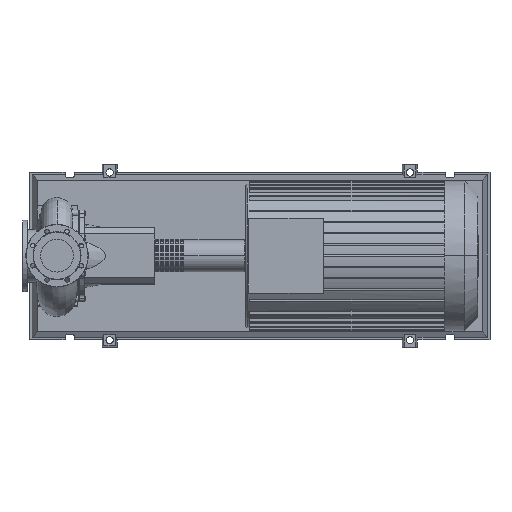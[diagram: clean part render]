
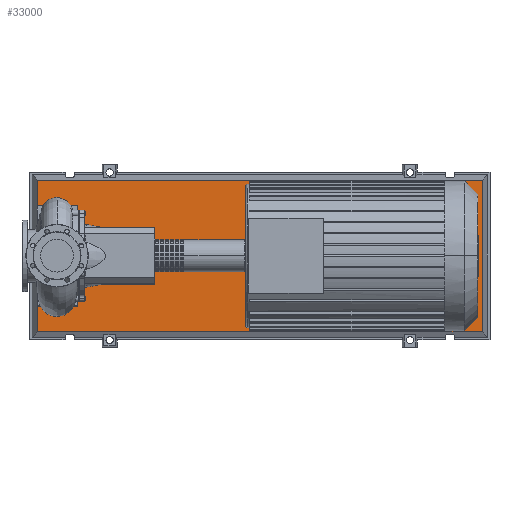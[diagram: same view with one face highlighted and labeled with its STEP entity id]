
A CAD part, top view. The second image highlights one B-rep face of the part: STEP entity #33000.
In plain terms, the highlighted planar face has unit normal (0, 0, 1).
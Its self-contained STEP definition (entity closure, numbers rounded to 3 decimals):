
#32681=CARTESIAN_POINT('',(1698.185,-303.185,123.0));
#32682=VERTEX_POINT('',#32681);
#32689=CARTESIAN_POINT('',(-78.185,-303.185,123.0));
#32690=VERTEX_POINT('',#32689);
#32691=CARTESIAN_POINT('',(1698.185,-303.185,123.0));
#32692=DIRECTION('',(-1.0,0.0,0.0));
#32693=VECTOR('',#32692,1776.37);
#32694=LINE('',#32691,#32693);
#32695=EDGE_CURVE('',#32682,#32690,#32694,.T.);
#32913=CARTESIAN_POINT('',(1698.185,303.185,123.0));
#32914=VERTEX_POINT('',#32913);
#32915=CARTESIAN_POINT('',(1698.185,303.185,123.0));
#32916=DIRECTION('',(0.0,-1.0,0.0));
#32917=VECTOR('',#32916,606.37);
#32918=LINE('',#32915,#32917);
#32919=EDGE_CURVE('',#32914,#32682,#32918,.T.);
#32937=CARTESIAN_POINT('',(-78.185,303.185,123.0));
#32938=VERTEX_POINT('',#32937);
#32939=CARTESIAN_POINT('',(-78.185,-303.185,123.0));
#32940=DIRECTION('',(0.0,1.0,0.0));
#32941=VECTOR('',#32940,606.37);
#32942=LINE('',#32939,#32941);
#32943=EDGE_CURVE('',#32690,#32938,#32942,.T.);
#32976=CARTESIAN_POINT('',(-78.185,303.185,123.0));
#32977=DIRECTION('',(1.0,0.0,0.0));
#32978=VECTOR('',#32977,1776.37);
#32979=LINE('',#32976,#32978);
#32980=EDGE_CURVE('',#32938,#32914,#32979,.T.);
#32989=CARTESIAN_POINT('',(810.,0.,123.0));
#32990=DIRECTION('',(0.0,0.0,1.0));
#32991=DIRECTION('',(1.0,0.0,0.0));
#32992=AXIS2_PLACEMENT_3D('',#32989,#32990,#32991);
#32993=PLANE('',#32992);
#32994=ORIENTED_EDGE('',*,*,#32919,.F.);
#32995=ORIENTED_EDGE('',*,*,#32980,.F.);
#32996=ORIENTED_EDGE('',*,*,#32943,.F.);
#32997=ORIENTED_EDGE('',*,*,#32695,.F.);
#32998=EDGE_LOOP('',(#32994,#32995,#32996,#32997));
#32999=FACE_OUTER_BOUND('',#32998,.T.);
#33000=ADVANCED_FACE('',(#32999),#32993,.T.);
